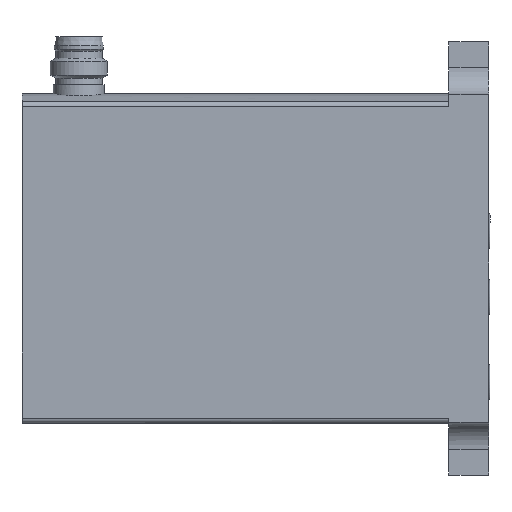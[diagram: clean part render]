
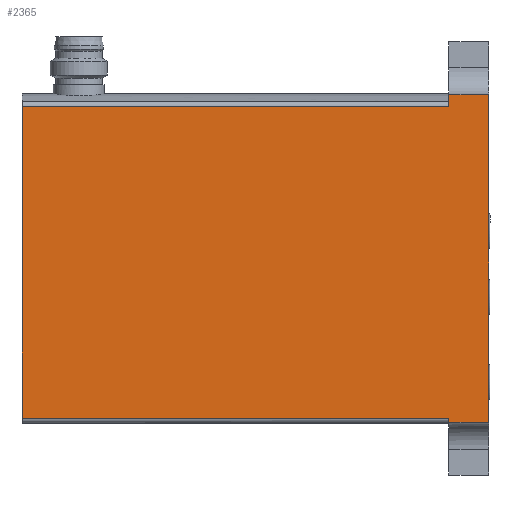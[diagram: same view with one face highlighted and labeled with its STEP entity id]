
A CAD part, left-side view. The second image highlights one B-rep face of the part: STEP entity #2365.
In plain terms, the highlighted planar face has unit normal (-1, 0, 0).
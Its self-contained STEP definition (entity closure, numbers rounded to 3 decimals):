
#37=LINE('',#3406,#105);
#38=LINE('',#3409,#106);
#39=LINE('',#3411,#107);
#40=LINE('',#3413,#108);
#41=LINE('',#3415,#109);
#42=LINE('',#3417,#110);
#43=LINE('',#3419,#111);
#44=LINE('',#3421,#112);
#105=VECTOR('',#2828,1000.);
#106=VECTOR('',#2829,1000.);
#107=VECTOR('',#2830,1000.);
#108=VECTOR('',#2831,1000.);
#109=VECTOR('',#2832,1000.);
#110=VECTOR('',#2833,1000.);
#111=VECTOR('',#2834,1000.);
#112=VECTOR('',#2835,1000.);
#173=PLANE('',#2523);
#253=ORIENTED_EDGE('',*,*,#663,.T.);
#254=ORIENTED_EDGE('',*,*,#664,.F.);
#255=ORIENTED_EDGE('',*,*,#665,.F.);
#256=ORIENTED_EDGE('',*,*,#666,.T.);
#257=ORIENTED_EDGE('',*,*,#667,.T.);
#258=ORIENTED_EDGE('',*,*,#668,.F.);
#259=ORIENTED_EDGE('',*,*,#669,.F.);
#260=ORIENTED_EDGE('',*,*,#670,.F.);
#663=EDGE_CURVE('',#868,#869,#37,.T.);
#664=EDGE_CURVE('',#870,#869,#38,.T.);
#665=EDGE_CURVE('',#871,#870,#39,.T.);
#666=EDGE_CURVE('',#871,#872,#40,.T.);
#667=EDGE_CURVE('',#872,#873,#41,.T.);
#668=EDGE_CURVE('',#874,#873,#42,.T.);
#669=EDGE_CURVE('',#875,#874,#43,.T.);
#670=EDGE_CURVE('',#868,#875,#44,.T.);
#868=VERTEX_POINT('',#3407);
#869=VERTEX_POINT('',#3408);
#870=VERTEX_POINT('',#3410);
#871=VERTEX_POINT('',#3412);
#872=VERTEX_POINT('',#3414);
#873=VERTEX_POINT('',#3416);
#874=VERTEX_POINT('',#3418);
#875=VERTEX_POINT('',#3420);
#1132=EDGE_LOOP('',(#253,#254,#255,#256,#257,#258,#259,#260));
#1316=FACE_BOUND('',#1132,.T.);
#2365=ADVANCED_FACE('',(#1316),#173,.F.);
#2523=AXIS2_PLACEMENT_3D('',#3405,#2826,#2827);
#2826=DIRECTION('',(1.,0.,0.));
#2827=DIRECTION('',(0.,0.,-1.));
#2828=DIRECTION('',(0.,-1.,0.));
#2829=DIRECTION('',(0.,0.,1.));
#2830=DIRECTION('',(0.,1.,0.));
#2831=DIRECTION('',(0.,0.,1.));
#2832=DIRECTION('',(0.,1.,0.));
#2833=DIRECTION('',(0.,0.,1.));
#2834=DIRECTION('',(0.,-1.,0.));
#2835=DIRECTION('',(0.,0.,1.));
#3405=CARTESIAN_POINT('',(-7.4,60.,-22.45));
#3406=CARTESIAN_POINT('',(-7.4,60.,-22.45));
#3407=CARTESIAN_POINT('',(-7.4,60.,-22.45));
#3408=CARTESIAN_POINT('',(-7.4,0.,-22.45));
#3409=CARTESIAN_POINT('',(-7.4,0.,-23.05));
#3410=CARTESIAN_POINT('',(-7.4,0.,-23.05));
#3411=CARTESIAN_POINT('',(-7.4,-5.6,-23.05));
#3412=CARTESIAN_POINT('',(-7.4,-5.6,-23.05));
#3413=CARTESIAN_POINT('',(-7.4,-5.6,-23.05));
#3414=CARTESIAN_POINT('',(-7.4,-5.6,23.05));
#3415=CARTESIAN_POINT('',(-7.4,-5.6,23.05));
#3416=CARTESIAN_POINT('',(-7.4,0.,23.05));
#3417=CARTESIAN_POINT('',(-7.4,0.,-23.05));
#3418=CARTESIAN_POINT('',(-7.4,0.,21.385));
#3419=CARTESIAN_POINT('',(-7.4,60.,21.385));
#3420=CARTESIAN_POINT('',(-7.4,60.,21.385));
#3421=CARTESIAN_POINT('',(-7.4,60.,-22.45));
